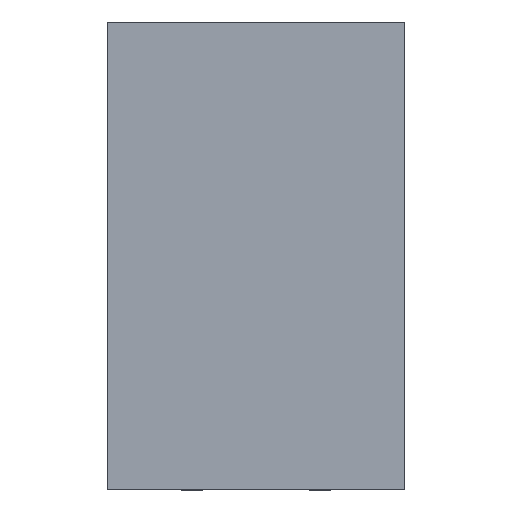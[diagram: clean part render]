
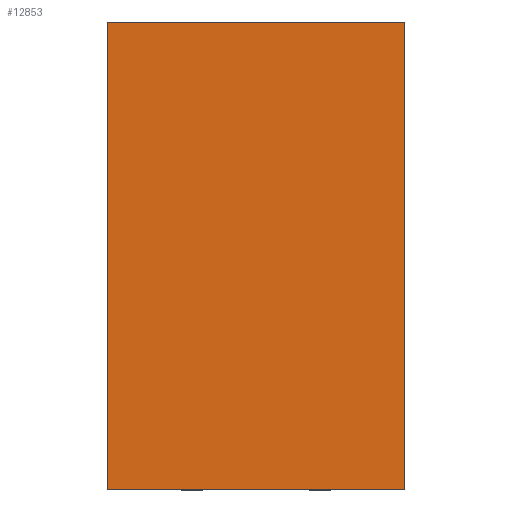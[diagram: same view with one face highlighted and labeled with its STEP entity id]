
A CAD part, top view. The second image highlights one B-rep face of the part: STEP entity #12853.
In plain terms, the highlighted face is planar.
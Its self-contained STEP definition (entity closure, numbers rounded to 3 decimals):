
#9780=DIRECTION('',(0.,0.,1.));
#9781=VECTOR('',#9780,5.5);
#9782=CARTESIAN_POINT('',(-1.75,0.975,-2.75));
#9783=LINE('',#9782,#9781);
#9787=DIRECTION('',(-1.,0.,0.));
#9788=VECTOR('',#9787,3.5);
#9789=CARTESIAN_POINT('',(1.75,0.975,-2.75));
#9790=LINE('',#9789,#9788);
#9794=DIRECTION('',(0.,0.,-1.));
#9795=VECTOR('',#9794,5.5);
#9796=CARTESIAN_POINT('',(1.75,0.975,2.75));
#9797=LINE('',#9796,#9795);
#9801=DIRECTION('',(1.,0.,0.));
#9802=VECTOR('',#9801,3.5);
#9803=CARTESIAN_POINT('',(-1.75,0.975,2.75));
#9804=LINE('',#9803,#9802);
#10528=CARTESIAN_POINT('',(-1.75,0.975,-2.75));
#10529=CARTESIAN_POINT('',(-1.75,0.975,2.75));
#10530=VERTEX_POINT('',#10528);
#10531=VERTEX_POINT('',#10529);
#10532=CARTESIAN_POINT('',(1.75,0.975,2.75));
#10533=VERTEX_POINT('',#10532);
#10534=CARTESIAN_POINT('',(1.75,0.975,-2.75));
#10535=VERTEX_POINT('',#10534);
#12842=CARTESIAN_POINT('',(0.,0.975,0.));
#12843=DIRECTION('',(0.,1.,0.));
#12844=DIRECTION('',(1.,0.,0.));
#12845=AXIS2_PLACEMENT_3D('',#12842,#12843,#12844);
#12846=PLANE('',#12845);
#12847=ORIENTED_EDGE('',*,*,#11538,.F.);
#12848=ORIENTED_EDGE('',*,*,#11645,.F.);
#12849=ORIENTED_EDGE('',*,*,#11893,.F.);
#12850=ORIENTED_EDGE('',*,*,#12741,.F.);
#12851=EDGE_LOOP('',(#12847,#12848,#12849,#12850));
#12852=FACE_OUTER_BOUND('',#12851,.F.);
#12853=ADVANCED_FACE('',(#12852),#12846,.T.);
#11538=EDGE_CURVE('',#10530,#10531,#9783,.T.);
#11645=EDGE_CURVE('',#10535,#10530,#9790,.T.);
#11893=EDGE_CURVE('',#10533,#10535,#9797,.T.);
#12741=EDGE_CURVE('',#10531,#10533,#9804,.T.);
